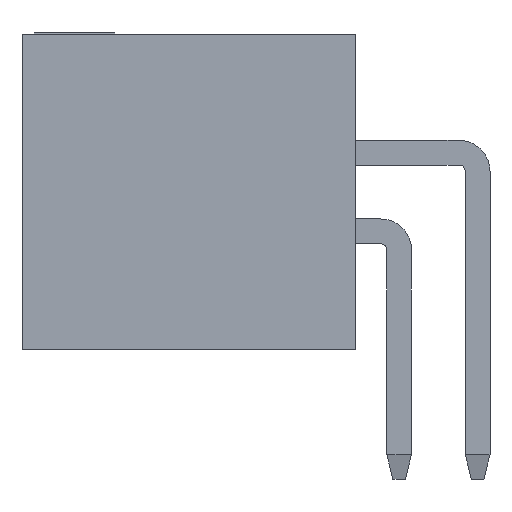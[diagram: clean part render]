
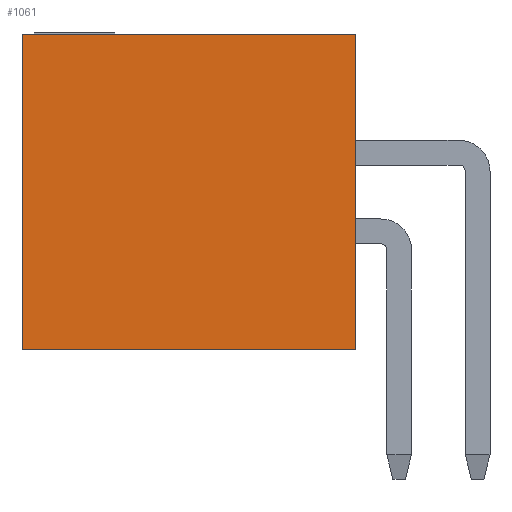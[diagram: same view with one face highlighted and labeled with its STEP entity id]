
A CAD part, left-side view. The second image highlights one B-rep face of the part: STEP entity #1061.
In plain terms, the highlighted planar face has unit normal (-1, 0, 0).
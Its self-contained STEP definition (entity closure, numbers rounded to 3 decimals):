
#192 = VERTEX_POINT('',#193);
#193 = CARTESIAN_POINT('',(-3.785,7.37,5.1));
#199 = EDGE_CURVE('',#200,#192,#202,.T.);
#200 = VERTEX_POINT('',#201);
#201 = CARTESIAN_POINT('',(-3.785,1.97,5.1));
#202 = LINE('',#203,#204);
#203 = CARTESIAN_POINT('',(-3.785,1.97,5.1));
#204 = VECTOR('',#205,1.);
#205 = DIRECTION('',(0.,1.,0.));
#544 = VERTEX_POINT('',#545);
#545 = CARTESIAN_POINT('',(-3.785,7.37,0.));
#551 = EDGE_CURVE('',#544,#192,#552,.T.);
#552 = LINE('',#553,#554);
#553 = CARTESIAN_POINT('',(-3.785,7.37,0.));
#554 = VECTOR('',#555,1.);
#555 = DIRECTION('',(0.,0.,1.));
#1061 = ADVANCED_FACE('',(#1062),#1080,.T.);
#1062 = FACE_BOUND('',#1063,.T.);
#1063 = EDGE_LOOP('',(#1064,#1072,#1073,#1074));
#1064 = ORIENTED_EDGE('',*,*,#1065,.F.);
#1065 = EDGE_CURVE('',#200,#1066,#1068,.T.);
#1066 = VERTEX_POINT('',#1067);
#1067 = CARTESIAN_POINT('',(-3.785,1.97,0.));
#1068 = LINE('',#1069,#1070);
#1069 = CARTESIAN_POINT('',(-3.785,1.97,5.1));
#1070 = VECTOR('',#1071,1.);
#1071 = DIRECTION('',(0.,0.,-1.));
#1072 = ORIENTED_EDGE('',*,*,#199,.T.);
#1073 = ORIENTED_EDGE('',*,*,#551,.F.);
#1074 = ORIENTED_EDGE('',*,*,#1075,.T.);
#1075 = EDGE_CURVE('',#544,#1066,#1076,.T.);
#1076 = LINE('',#1077,#1078);
#1077 = CARTESIAN_POINT('',(-3.785,7.37,0.));
#1078 = VECTOR('',#1079,1.);
#1079 = DIRECTION('',(0.,-1.,0.));
#1080 = PLANE('',#1081);
#1081 = AXIS2_PLACEMENT_3D('',#1082,#1083,#1084);
#1082 = CARTESIAN_POINT('',(-3.785,1.97,2.55));
#1083 = DIRECTION('',(-1.,0.,0.));
#1084 = DIRECTION('',(0.,0.,1.));
